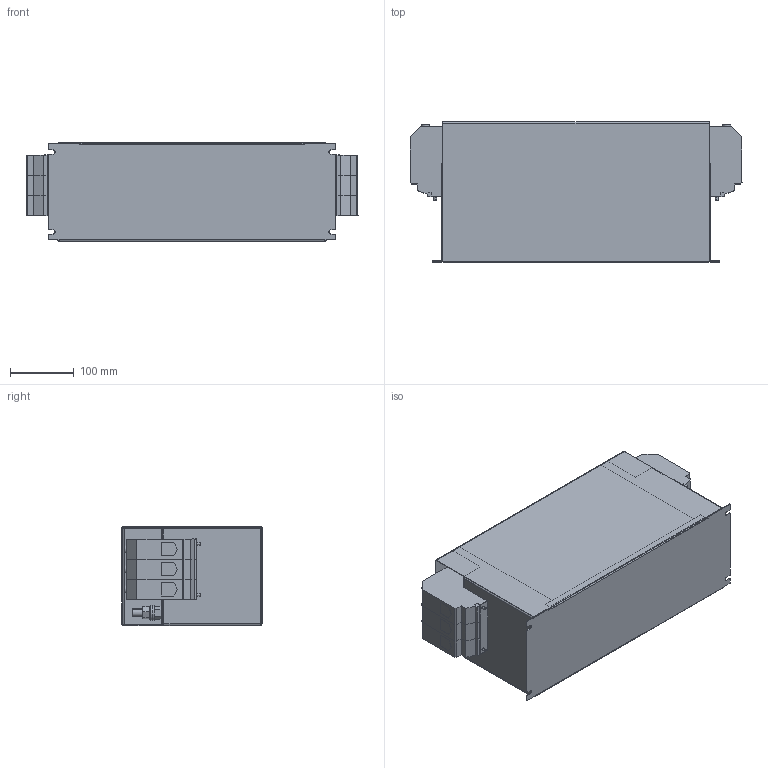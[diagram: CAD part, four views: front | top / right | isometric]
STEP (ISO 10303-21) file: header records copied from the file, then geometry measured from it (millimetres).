
FILE_DESCRIPTION (( 'STEP AP214' ), '1' );
FILE_NAME ('274009.STEP', '2021-04-09T06:27:55', ( '' ), ( '' ), 'SwSTEP 2.0', 'SolidWorks 2018', '' );
FILE_SCHEMA (( 'AUTOMOTIVE_DESIGN' ));
Length unit declared in the file: millimetre
Products named in the file (1): 274009
Bounding box: 519.5 x 219.1 x 155 mm (x, y, z)
Volume: 2306597.6 mm3; surface area: 859389.2 mm2
Topology: 1 solids, 1 shells, 877 faces, 2222 edges, 1332 vertices
Faces by surface type: plane 651, cylinder 150, bspline 64, cone 12
Full cylindrical faces by diameter (mm): 10 x6
Entity records: 26856 total; most frequent: CARTESIAN_POINT 6304, ORIENTED_EDGE 4328, DIRECTION 4084, EDGE_CURVE 2164, VECTOR 1544, LINE 1544, VERTEX_POINT 1338, AXIS2_PLACEMENT_3D 1270
